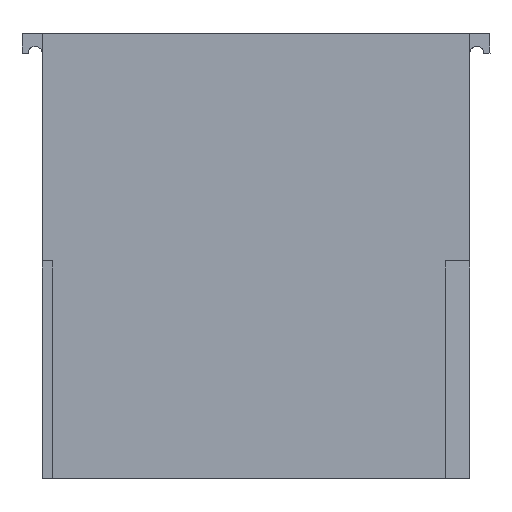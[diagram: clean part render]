
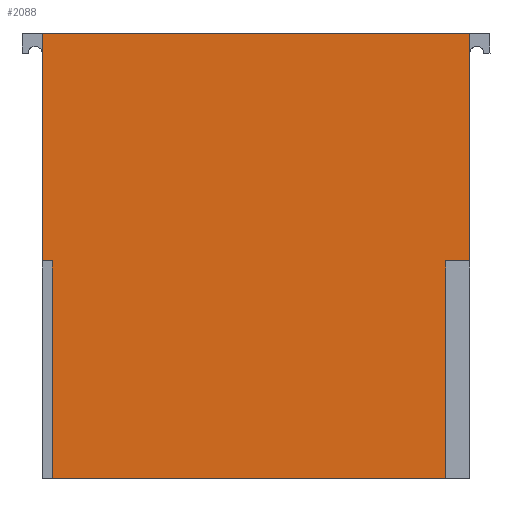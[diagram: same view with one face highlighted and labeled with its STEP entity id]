
A CAD part, front view. The second image highlights one B-rep face of the part: STEP entity #2088.
In plain terms, the highlighted planar face has unit normal (0, -1, 0).
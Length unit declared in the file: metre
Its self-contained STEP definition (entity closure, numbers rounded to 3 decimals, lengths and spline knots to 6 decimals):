
#2088=ADVANCED_FACE('',(#5982),#5983,.F.);
#5982=FACE_OUTER_BOUND('',#11982,.T.);
#5983=PLANE('',#11983);
#11982=EDGE_LOOP('',(#19726,#19727,#19728,#19729,#19730,#19731,#19732,#19733));
#11983=AXIS2_PLACEMENT_3D('',#19734,#19735,#19736);
#19726=ORIENTED_EDGE('',*,*,#38642,.F.);
#19727=ORIENTED_EDGE('',*,*,#38698,.F.);
#19728=ORIENTED_EDGE('',*,*,#38699,.T.);
#19729=ORIENTED_EDGE('',*,*,#38700,.F.);
#19730=ORIENTED_EDGE('',*,*,#38701,.F.);
#19731=ORIENTED_EDGE('',*,*,#38702,.T.);
#19732=ORIENTED_EDGE('',*,*,#38703,.T.);
#19733=ORIENTED_EDGE('',*,*,#38704,.T.);
#19734=CARTESIAN_POINT('',(0.192178,0.095313,-0.145093));
#19735=DIRECTION('',(0.,1.0,0.));
#19736=DIRECTION('',(-1.,0.0,0.));
#38642=EDGE_CURVE('',#46434,#46436,#46437,.T.);
#38698=EDGE_CURVE('',#46546,#46434,#46547,.T.);
#38699=EDGE_CURVE('',#46546,#46548,#46549,.T.);
#38700=EDGE_CURVE('',#46550,#46548,#46551,.T.);
#38701=EDGE_CURVE('',#46552,#46550,#46553,.T.);
#38702=EDGE_CURVE('',#46552,#46554,#46555,.T.);
#38703=EDGE_CURVE('',#46554,#46556,#46557,.T.);
#38704=EDGE_CURVE('',#46556,#46436,#46558,.T.);
#46434=VERTEX_POINT('',#58243);
#46436=VERTEX_POINT('',#58246);
#46437=LINE('',#58247,#58248);
#46546=VERTEX_POINT('',#58411);
#46547=LINE('',#58412,#58413);
#46548=VERTEX_POINT('',#58414);
#46549=LINE('',#58415,#58416);
#46550=VERTEX_POINT('',#58417);
#46551=LINE('',#58418,#58419);
#46552=VERTEX_POINT('',#58420);
#46553=LINE('',#58421,#58422);
#46554=VERTEX_POINT('',#58423);
#46555=LINE('',#58424,#58425);
#46556=VERTEX_POINT('',#58426);
#46557=LINE('',#58427,#58428);
#46558=LINE('',#58429,#58430);
#58243=CARTESIAN_POINT('',(0.197258,0.095313,-0.133749));
#58246=CARTESIAN_POINT('',(0.218573,0.095313,-0.133749));
#58247=CARTESIAN_POINT('',(0.192178,0.095313,-0.133749));
#58248=VECTOR('',#74877,1.0);
#58411=CARTESIAN_POINT('',(0.197258,0.095313,-0.145086));
#58412=CARTESIAN_POINT('',(0.197258,0.095313,-0.14509));
#58413=VECTOR('',#74932,1.0);
#58414=CARTESIAN_POINT('',(0.197758,0.095313,-0.145086));
#58415=CARTESIAN_POINT('',(0.207418,0.095313,-0.145086));
#58416=VECTOR('',#74933,1.0);
#58417=CARTESIAN_POINT('',(0.197758,0.095313,-0.155927));
#58418=CARTESIAN_POINT('',(0.197758,0.095313,-0.145093));
#58419=VECTOR('',#74934,1.0);
#58420=CARTESIAN_POINT('',(0.217372,0.095313,-0.155927));
#58421=CARTESIAN_POINT('',(0.213031,0.095313,-0.155927));
#58422=VECTOR('',#74935,1.0);
#58423=CARTESIAN_POINT('',(0.217372,0.095313,-0.145086));
#58424=CARTESIAN_POINT('',(0.217372,0.095313,-0.131998));
#58425=VECTOR('',#74936,1.0);
#58426=CARTESIAN_POINT('',(0.218573,0.095313,-0.145086));
#58427=CARTESIAN_POINT('',(0.197258,0.095313,-0.145086));
#58428=VECTOR('',#74937,1.0);
#58429=CARTESIAN_POINT('',(0.218573,0.095313,-0.131998));
#58430=VECTOR('',#74938,1.0);
#74877=DIRECTION('',(1.0,0.,0.));
#74932=DIRECTION('',(0.,0.,1.0));
#74933=DIRECTION('',(1.0,0.,0.));
#74934=DIRECTION('',(0.,0.,1.0));
#74935=DIRECTION('',(-1.0,0.,0.));
#74936=DIRECTION('',(0.,0.,1.0));
#74937=DIRECTION('',(1.0,0.,0.));
#74938=DIRECTION('',(0.,0.,1.0));
